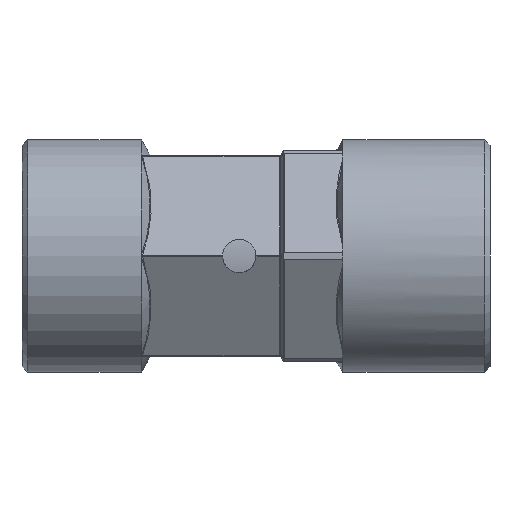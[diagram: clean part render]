
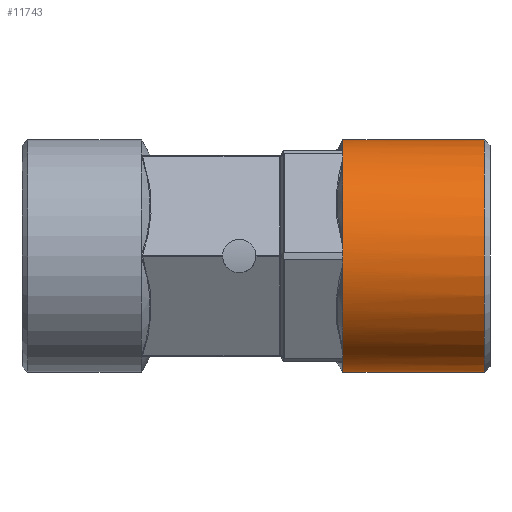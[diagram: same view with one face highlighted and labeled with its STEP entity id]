
A CAD part, front view. The second image highlights one B-rep face of the part: STEP entity #11743.
In plain terms, the highlighted cylindrical face has radius 10.45 mm (diameter 20.9 mm), a partial arc.
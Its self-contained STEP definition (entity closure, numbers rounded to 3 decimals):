
#67 = CIRCLE ( 'NONE', #12261, 10.45 ) ;
#69 = CIRCLE ( 'NONE', #12262, 10.45 ) ;
#1696 = CARTESIAN_POINT ( 'NONE',  ( 9.3, 0., 0. ) ) ;
#1697 = DIRECTION ( 'NONE',  ( 1., 0., 0. ) ) ;
#1698 = DIRECTION ( 'NONE',  ( 0., 0., -1. ) ) ;
#1699 = CARTESIAN_POINT ( 'NONE',  ( 22., 0., 0. ) ) ;
#1700 = DIRECTION ( 'NONE',  ( -1., 0., 0. ) ) ;
#1701 = DIRECTION ( 'NONE',  ( 0., 0., 1. ) ) ;
#4894 = LINE ( 'NONE', #20450, #4896 ) ;
#4895 = LINE ( 'NONE', #20455, #4898 ) ;
#4896 = VECTOR ( 'NONE', #20446, 1000. ) ;
#4898 = VECTOR ( 'NONE', #20457, 1000. ) ;
#7735 = EDGE_CURVE ( 'NONE', #19762, #19787, #4894, .T. ) ;
#7736 = EDGE_CURVE ( 'NONE', #19771, #19786, #4895, .T. ) ;
#8070 = FACE_OUTER_BOUND ( 'NONE', #28526, .T. ) ;
#8074 = CYLINDRICAL_SURFACE ( 'NONE', #24024, 10.45 ) ;
#11743 = ADVANCED_FACE ( 'NONE', ( #8070 ), #8074, .T. ) ;
#12261 = AXIS2_PLACEMENT_3D ( 'NONE', #1696, #1697, #1698 ) ;
#12262 = AXIS2_PLACEMENT_3D ( 'NONE', #1699, #1700, #1701 ) ;
#14546 = CARTESIAN_POINT ( 'NONE',  ( 9.3, 0., 10.45 ) ) ;
#14555 = CARTESIAN_POINT ( 'NONE',  ( 9.3, 0., -10.45 ) ) ;
#14570 = CARTESIAN_POINT ( 'NONE',  ( 22., 0., -10.45 ) ) ;
#14571 = CARTESIAN_POINT ( 'NONE',  ( 22., 0., 10.45 ) ) ;
#18538 = DIRECTION ( 'NONE',  ( 1., 0., 0. ) ) ;
#18614 = DIRECTION ( 'NONE',  ( 0., 0., -1. ) ) ;
#18617 = CARTESIAN_POINT ( 'NONE',  ( 30.681, 0., 0. ) ) ;
#19126 = ORIENTED_EDGE ( 'NONE', *, *, #7735, .F. ) ;
#19129 = ORIENTED_EDGE ( 'NONE', *, *, #22644, .T. ) ;
#19131 = ORIENTED_EDGE ( 'NONE', *, *, #7736, .T. ) ;
#19133 = ORIENTED_EDGE ( 'NONE', *, *, #22645, .T. ) ;
#19762 = VERTEX_POINT ( 'NONE', #14546 ) ;
#19771 = VERTEX_POINT ( 'NONE', #14555 ) ;
#19786 = VERTEX_POINT ( 'NONE', #14570 ) ;
#19787 = VERTEX_POINT ( 'NONE', #14571 ) ;
#20446 = DIRECTION ( 'NONE',  ( 1., 0., 0. ) ) ;
#20450 = CARTESIAN_POINT ( 'NONE',  ( 30.681, 0., 10.45 ) ) ;
#20455 = CARTESIAN_POINT ( 'NONE',  ( 30.681, 0., -10.45 ) ) ;
#20457 = DIRECTION ( 'NONE',  ( 1., 0., 0. ) ) ;
#22644 = EDGE_CURVE ( 'NONE', #19762, #19771, #67, .T. ) ;
#22645 = EDGE_CURVE ( 'NONE', #19786, #19787, #69, .T. ) ;
#24024 = AXIS2_PLACEMENT_3D ( 'NONE', #18617, #18538, #18614 ) ;
#28526 = EDGE_LOOP ( 'NONE', ( #19126, #19129, #19131, #19133 ) ) ;
